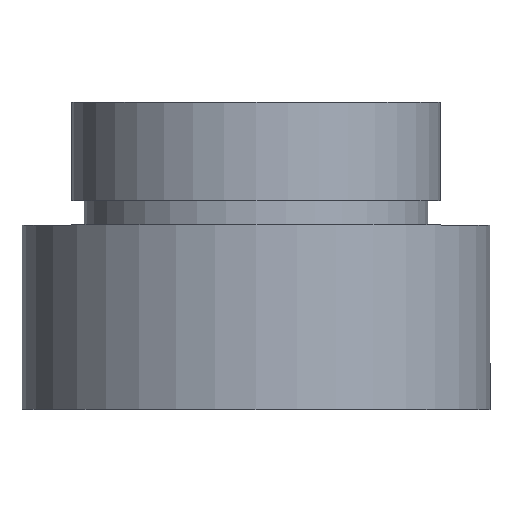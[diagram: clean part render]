
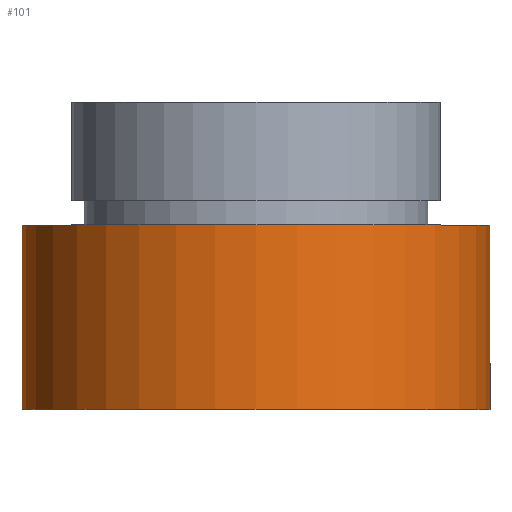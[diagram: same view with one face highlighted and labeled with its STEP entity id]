
A CAD part, top view. The second image highlights one B-rep face of the part: STEP entity #101.
In plain terms, the highlighted cylindrical face has radius 9.525 mm (diameter 19.05 mm), a partial arc.
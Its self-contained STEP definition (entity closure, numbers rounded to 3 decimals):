
#1 = EDGE_CURVE ( 'NONE', #377, #497, #611, .T. ) ;
#24 = ORIENTED_EDGE ( 'NONE', *, *, #186, .F. ) ;
#31 = CARTESIAN_POINT ( 'NONE',  ( 9.525, 0., 0. ) ) ;
#60 = ORIENTED_EDGE ( 'NONE', *, *, #440, .F. ) ;
#66 = CIRCLE ( 'NONE', #148, 9.525 ) ;
#67 = ORIENTED_EDGE ( 'NONE', *, *, #1, .T. ) ;
#69 = CARTESIAN_POINT ( 'NONE',  ( 0., 0., 0. ) ) ;
#101 = ADVANCED_FACE ( 'NONE', ( #176 ), #610, .T. ) ;
#133 = DIRECTION ( 'NONE',  ( -1., 0., 0. ) ) ;
#140 = CARTESIAN_POINT ( 'NONE',  ( -9.525, 7.5, 0. ) ) ;
#144 = DIRECTION ( 'NONE',  ( -1., 0., 0. ) ) ;
#148 = AXIS2_PLACEMENT_3D ( 'NONE', #69, #394, #246 ) ;
#176 = FACE_OUTER_BOUND ( 'NONE', #558, .T. ) ;
#186 = EDGE_CURVE ( 'NONE', #316, #587, #312, .T. ) ;
#192 = VECTOR ( 'NONE', #392, 1000. ) ;
#216 = EDGE_CURVE ( 'NONE', #316, #377, #66, .T. ) ;
#218 = CIRCLE ( 'NONE', #341, 9.525 ) ;
#246 = DIRECTION ( 'NONE',  ( -1., 0., 0. ) ) ;
#291 = CARTESIAN_POINT ( 'NONE',  ( 9.525, 16.886, 0. ) ) ;
#312 = LINE ( 'NONE', #393, #192 ) ;
#316 = VERTEX_POINT ( 'NONE', #601 ) ;
#338 = ORIENTED_EDGE ( 'NONE', *, *, #216, .T. ) ;
#341 = AXIS2_PLACEMENT_3D ( 'NONE', #455, #368, #133 ) ;
#368 = DIRECTION ( 'NONE',  ( 0., 1., 0. ) ) ;
#377 = VERTEX_POINT ( 'NONE', #31 ) ;
#378 = CARTESIAN_POINT ( 'NONE',  ( 0., 16.886, 0. ) ) ;
#392 = DIRECTION ( 'NONE',  ( 0., 1., 0. ) ) ;
#393 = CARTESIAN_POINT ( 'NONE',  ( -9.525, 16.886, 0. ) ) ;
#394 = DIRECTION ( 'NONE',  ( 0., 1., 0. ) ) ;
#410 = CARTESIAN_POINT ( 'NONE',  ( 9.525, 7.5, 0. ) ) ;
#420 = DIRECTION ( 'NONE',  ( 0., 1., 0. ) ) ;
#440 = EDGE_CURVE ( 'NONE', #587, #497, #218, .T. ) ;
#455 = CARTESIAN_POINT ( 'NONE',  ( 0., 7.5, 0. ) ) ;
#471 = DIRECTION ( 'NONE',  ( 0., 1., 0. ) ) ;
#497 = VERTEX_POINT ( 'NONE', #410 ) ;
#544 = VECTOR ( 'NONE', #471, 1000. ) ;
#558 = EDGE_LOOP ( 'NONE', ( #338, #67, #60, #24 ) ) ;
#587 = VERTEX_POINT ( 'NONE', #140 ) ;
#599 = AXIS2_PLACEMENT_3D ( 'NONE', #378, #420, #144 ) ;
#601 = CARTESIAN_POINT ( 'NONE',  ( -9.525, 0., 0. ) ) ;
#610 = CYLINDRICAL_SURFACE ( 'NONE', #599, 9.525 ) ;
#611 = LINE ( 'NONE', #291, #544 ) ;
